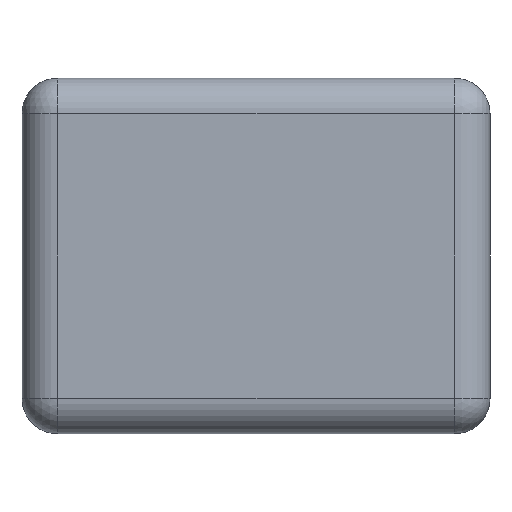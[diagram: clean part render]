
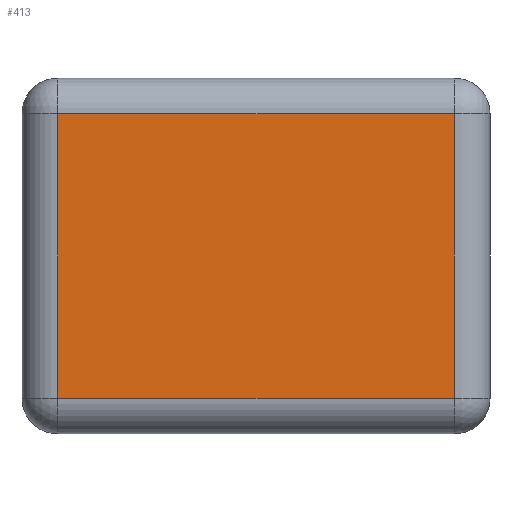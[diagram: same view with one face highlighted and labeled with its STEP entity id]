
A CAD part, left-side view. The second image highlights one B-rep face of the part: STEP entity #413.
In plain terms, the highlighted planar face has unit normal (-1, 0, 0).
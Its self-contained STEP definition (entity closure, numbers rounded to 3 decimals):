
#43 = CARTESIAN_POINT ( 'NONE',  ( -1., -0.53, 0.855 ) ) ;
#58 = AXIS2_PLACEMENT_3D ( 'NONE', #357, #691, #142 ) ;
#67 = CARTESIAN_POINT ( 'NONE',  ( -1., -0.53, 0.095 ) ) ;
#128 = CARTESIAN_POINT ( 'NONE',  ( -1., -0.53, 0. ) ) ;
#142 = DIRECTION ( 'NONE',  ( 0., 1., 0. ) ) ;
#209 = LINE ( 'NONE', #640, #1018 ) ;
#236 = ORIENTED_EDGE ( 'NONE', *, *, #1399, .F. ) ;
#237 = CARTESIAN_POINT ( 'NONE',  ( -1., -0.625, 0.855 ) ) ;
#308 = EDGE_CURVE ( 'NONE', #417, #725, #686, .T. ) ;
#357 = CARTESIAN_POINT ( 'NONE',  ( -1., -0.625, 0. ) ) ;
#413 = ADVANCED_FACE ( 'NONE', ( #701 ), #1035, .F. ) ;
#417 = VERTEX_POINT ( 'NONE', #43 ) ;
#478 = DIRECTION ( 'NONE',  ( 0., 1., 0. ) ) ;
#544 = DIRECTION ( 'NONE',  ( 0., 0., 1. ) ) ;
#639 = VERTEX_POINT ( 'NONE', #1145 ) ;
#640 = CARTESIAN_POINT ( 'NONE',  ( -1., 0.53, 0. ) ) ;
#686 = LINE ( 'NONE', #237, #756 ) ;
#691 = DIRECTION ( 'NONE',  ( 1., 0., 0. ) ) ;
#701 = FACE_OUTER_BOUND ( 'NONE', #1226, .T. ) ;
#725 = VERTEX_POINT ( 'NONE', #1363 ) ;
#747 = LINE ( 'NONE', #1190, #812 ) ;
#756 = VECTOR ( 'NONE', #478, 1000. ) ;
#764 = LINE ( 'NONE', #128, #954 ) ;
#777 = DIRECTION ( 'NONE',  ( 0., 0., 1. ) ) ;
#812 = VECTOR ( 'NONE', #1314, 1000. ) ;
#826 = EDGE_CURVE ( 'NONE', #1209, #417, #764, .T. ) ;
#886 = ORIENTED_EDGE ( 'NONE', *, *, #1405, .F. ) ;
#954 = VECTOR ( 'NONE', #777, 1000. ) ;
#1018 = VECTOR ( 'NONE', #544, 1000. ) ;
#1035 = PLANE ( 'NONE',  #58 ) ;
#1145 = CARTESIAN_POINT ( 'NONE',  ( -1., 0.53, 0.095 ) ) ;
#1181 = ORIENTED_EDGE ( 'NONE', *, *, #826, .T. ) ;
#1190 = CARTESIAN_POINT ( 'NONE',  ( -1., -0.625, 0.095 ) ) ;
#1209 = VERTEX_POINT ( 'NONE', #67 ) ;
#1226 = EDGE_LOOP ( 'NONE', ( #1337, #236, #886, #1181 ) ) ;
#1314 = DIRECTION ( 'NONE',  ( 0., 1., 0. ) ) ;
#1337 = ORIENTED_EDGE ( 'NONE', *, *, #308, .T. ) ;
#1363 = CARTESIAN_POINT ( 'NONE',  ( -1., 0.53, 0.855 ) ) ;
#1399 = EDGE_CURVE ( 'NONE', #639, #725, #209, .T. ) ;
#1405 = EDGE_CURVE ( 'NONE', #1209, #639, #747, .T. ) ;
